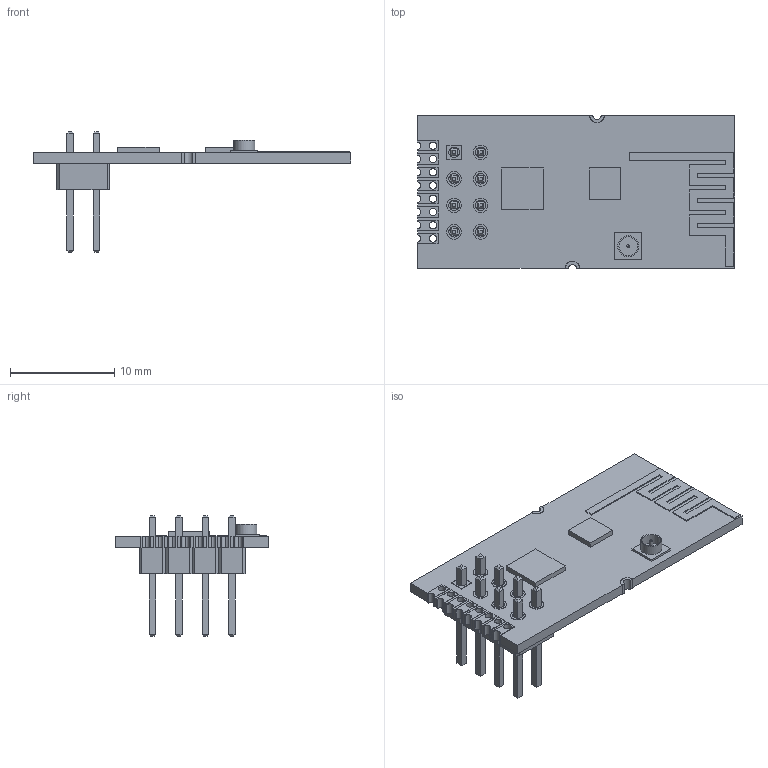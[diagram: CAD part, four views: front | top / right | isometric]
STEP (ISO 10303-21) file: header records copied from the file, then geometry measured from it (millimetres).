
FILE_DESCRIPTION(('FreeCAD Model'),'2;1');
FILE_NAME('nRF24L01-GT24-PinHead-02x04.step','2021-02-10T19:52:55',('kicad StepUp') ,('ksu MCAD'),'Open CASCADE STEP processor 7.3','FreeCAD','Unknown');
FILE_SCHEMA(('AUTOMOTIVE_DESIGN { 1 0 10303 214 1 1 1 1 }'));
Length unit declared in the file: millimetre
Products named in the file (1): nRF24L01-GT24-PinHead-02x04
Bounding box: 30.44 x 14.7 x 11.54 mm (x, y, z)
Volume: 611.1 mm3; surface area: 1322.9 mm2
Topology: 1 solids, 1 shells, 375 faces, 928 edges, 597 vertices
Faces by surface type: plane 328, cylinder 46, revolution 1
Full cylindrical faces by diameter (mm): 0.256 x1, 0.7 x8, 1 x8, 1.4 x7, 1.8 x1, 2 x1
Entity records: 13559 total; most frequent: CARTESIAN_POINT 1908, ORIENTED_EDGE 1856, DIRECTION 1777, EDGE_CURVE 928, LINE 830, VECTOR 830, VERTEX_POINT 597, AXIS2_PLACEMENT_3D 473
